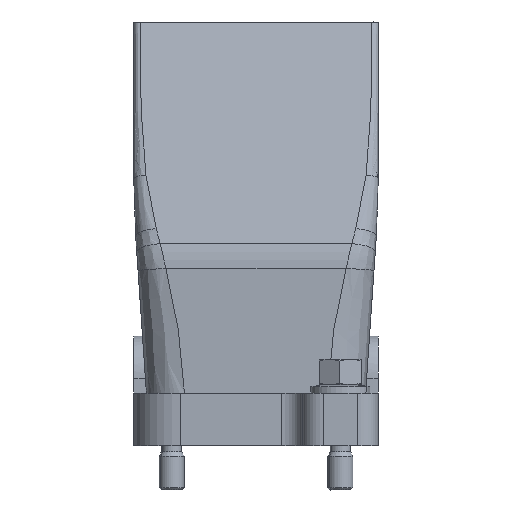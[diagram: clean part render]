
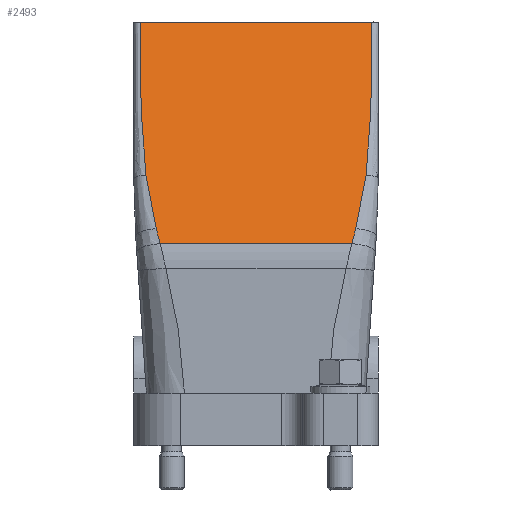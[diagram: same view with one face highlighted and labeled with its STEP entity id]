
A CAD part, front view. The second image highlights one B-rep face of the part: STEP entity #2493.
In plain terms, the highlighted planar face has unit normal (0, -0.956, 0.293).
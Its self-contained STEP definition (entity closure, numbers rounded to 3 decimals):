
#2417=AXIS2_PLACEMENT_3D('Plane Axis2P3D',#2414,#2415,#2416) ;
#2034=CARTESIAN_POINT('Vertex',(52.661,22.964,61.971)) ;
#2038=CARTESIAN_POINT('Control Point',(51.74,21.879,58.435)) ;
#2039=CARTESIAN_POINT('Control Point',(51.827,21.981,58.766)) ;
#2040=CARTESIAN_POINT('Control Point',(51.914,22.082,59.097)) ;
#2041=CARTESIAN_POINT('Control Point',(52.001,22.184,59.429)) ;
#2042=CARTESIAN_POINT('Control Point',(52.186,22.401,60.137)) ;
#2043=CARTESIAN_POINT('Control Point',(52.37,22.618,60.844)) ;
#2044=CARTESIAN_POINT('Control Point',(52.467,22.733,61.22)) ;
#2045=CARTESIAN_POINT('Control Point',(52.564,22.848,61.595)) ;
#2046=CARTESIAN_POINT('Control Point',(52.661,22.964,61.971)) ;
#2047=CARTESIAN_POINT('Vertex',(51.74,21.879,58.435)) ;
#2393=CARTESIAN_POINT('Vertex',(55.101,26.855,74.66)) ;
#2397=CARTESIAN_POINT('Control Point',(52.661,22.964,61.971)) ;
#2398=CARTESIAN_POINT('Control Point',(52.67,22.975,62.008)) ;
#2399=CARTESIAN_POINT('Control Point',(52.68,22.986,62.045)) ;
#2400=CARTESIAN_POINT('Control Point',(52.69,22.998,62.083)) ;
#2401=CARTESIAN_POINT('Control Point',(53.341,23.765,64.585)) ;
#2402=CARTESIAN_POINT('Control Point',(53.924,24.539,67.106)) ;
#2403=CARTESIAN_POINT('Control Point',(54.412,25.305,69.607)) ;
#2404=CARTESIAN_POINT('Control Point',(54.803,26.079,72.128)) ;
#2405=CARTESIAN_POINT('Control Point',(55.101,26.855,74.66)) ;
#2414=CARTESIAN_POINT('Axis2P3D Location',(29.,38.,111.)) ;
#2420=CARTESIAN_POINT('Control Point',(2.899,26.855,74.66)) ;
#2421=CARTESIAN_POINT('Control Point',(2.13,28.89,81.295)) ;
#2422=CARTESIAN_POINT('Control Point',(1.693,30.932,87.955)) ;
#2423=CARTESIAN_POINT('Control Point',(1.536,32.977,94.622)) ;
#2424=CARTESIAN_POINT('Control Point',(1.503,35.184,101.818)) ;
#2425=CARTESIAN_POINT('Control Point',(1.5,37.391,109.014)) ;
#2426=CARTESIAN_POINT('Control Point',(1.5,37.59,109.663)) ;
#2427=CARTESIAN_POINT('Control Point',(1.5,37.799,110.343)) ;
#2428=CARTESIAN_POINT('Control Point',(1.5,38.,111.)) ;
#2429=CARTESIAN_POINT('Vertex',(1.5,38.,111.)) ;
#2431=CARTESIAN_POINT('Vertex',(2.899,26.855,74.66)) ;
#2435=CARTESIAN_POINT('Control Point',(5.339,22.964,61.971)) ;
#2436=CARTESIAN_POINT('Control Point',(5.33,22.975,62.008)) ;
#2437=CARTESIAN_POINT('Control Point',(5.32,22.986,62.045)) ;
#2438=CARTESIAN_POINT('Control Point',(5.31,22.998,62.083)) ;
#2439=CARTESIAN_POINT('Control Point',(4.659,23.765,64.585)) ;
#2440=CARTESIAN_POINT('Control Point',(4.076,24.539,67.106)) ;
#2441=CARTESIAN_POINT('Control Point',(3.588,25.305,69.607)) ;
#2442=CARTESIAN_POINT('Control Point',(3.197,26.079,72.128)) ;
#2443=CARTESIAN_POINT('Control Point',(2.899,26.855,74.66)) ;
#2444=CARTESIAN_POINT('Vertex',(5.339,22.964,61.971)) ;
#2448=CARTESIAN_POINT('Control Point',(6.26,21.879,58.435)) ;
#2449=CARTESIAN_POINT('Control Point',(6.173,21.981,58.766)) ;
#2450=CARTESIAN_POINT('Control Point',(6.086,22.082,59.097)) ;
#2451=CARTESIAN_POINT('Control Point',(5.999,22.184,59.429)) ;
#2452=CARTESIAN_POINT('Control Point',(5.814,22.401,60.137)) ;
#2453=CARTESIAN_POINT('Control Point',(5.63,22.618,60.844)) ;
#2454=CARTESIAN_POINT('Control Point',(5.533,22.733,61.22)) ;
#2455=CARTESIAN_POINT('Control Point',(5.436,22.848,61.595)) ;
#2456=CARTESIAN_POINT('Control Point',(5.339,22.964,61.971)) ;
#2457=CARTESIAN_POINT('Vertex',(6.26,21.879,58.435)) ;
#2460=CARTESIAN_POINT('Line Origine',(29.,21.879,58.435)) ;
#2466=CARTESIAN_POINT('Control Point',(55.101,26.855,74.66)) ;
#2467=CARTESIAN_POINT('Control Point',(55.87,28.89,81.295)) ;
#2468=CARTESIAN_POINT('Control Point',(56.307,30.932,87.955)) ;
#2469=CARTESIAN_POINT('Control Point',(56.464,32.977,94.622)) ;
#2470=CARTESIAN_POINT('Control Point',(56.497,35.184,101.818)) ;
#2471=CARTESIAN_POINT('Control Point',(56.5,37.391,109.014)) ;
#2472=CARTESIAN_POINT('Control Point',(56.5,37.59,109.663)) ;
#2473=CARTESIAN_POINT('Control Point',(56.5,37.799,110.343)) ;
#2474=CARTESIAN_POINT('Control Point',(56.5,38.,111.)) ;
#2475=CARTESIAN_POINT('Vertex',(56.5,38.,111.)) ;
#2478=CARTESIAN_POINT('Line Origine',(29.,38.,111.)) ;
#2415=DIRECTION('Axis2P3D Direction',(0.,0.956,-0.293)) ;
#2416=DIRECTION('Axis2P3D XDirection',(0.,-0.293,-0.956)) ;
#2461=DIRECTION('Vector Direction',(-1.,0.,0.)) ;
#2479=DIRECTION('Vector Direction',(-1.,0.,0.)) ;
#2462=VECTOR('Line Direction',#2461,1.) ;
#2480=VECTOR('Line Direction',#2479,1.) ;
#2484=ORIENTED_EDGE('',*,*,#2433,.T.) ;
#2485=ORIENTED_EDGE('',*,*,#2446,.T.) ;
#2486=ORIENTED_EDGE('',*,*,#2459,.T.) ;
#2487=ORIENTED_EDGE('',*,*,#2464,.F.) ;
#2488=ORIENTED_EDGE('',*,*,#2049,.F.) ;
#2489=ORIENTED_EDGE('',*,*,#2406,.F.) ;
#2490=ORIENTED_EDGE('',*,*,#2477,.F.) ;
#2491=ORIENTED_EDGE('',*,*,#2482,.T.) ;
#2493=ADVANCED_FACE('Hood',(#2492),#2418,.F.) ;
#2037=B_SPLINE_CURVE_WITH_KNOTS('',5,(#2038,#2039,#2040,#2041,#2042,#2043,#2044,#2045,#2046),.UNSPECIFIED.,.F.,.U.,(6,3,6),(88.453,91.535,95.02),.UNSPECIFIED.) ;
#2396=B_SPLINE_CURVE_WITH_KNOTS('',5,(#2397,#2398,#2399,#2400,#2401,#2402,#2403,#2404,#2405),.UNSPECIFIED.,.F.,.U.,(6,3,6),(94.522,94.873,118.129),.UNSPECIFIED.) ;
#2419=B_SPLINE_CURVE_WITH_KNOTS('',5,(#2420,#2421,#2422,#2423,#2424,#2425,#2426,#2427,#2428),.UNSPECIFIED.,.F.,.U.,(6,3,6),(118.983,179.342,184.16),.UNSPECIFIED.) ;
#2434=B_SPLINE_CURVE_WITH_KNOTS('',5,(#2435,#2436,#2437,#2438,#2439,#2440,#2441,#2442,#2443),.UNSPECIFIED.,.F.,.U.,(6,3,6),(94.522,94.873,118.129),.UNSPECIFIED.) ;
#2447=B_SPLINE_CURVE_WITH_KNOTS('',5,(#2448,#2449,#2450,#2451,#2452,#2453,#2454,#2455,#2456),.UNSPECIFIED.,.F.,.U.,(6,3,6),(88.453,91.535,95.02),.UNSPECIFIED.) ;
#2465=B_SPLINE_CURVE_WITH_KNOTS('',5,(#2466,#2467,#2468,#2469,#2470,#2471,#2472,#2473,#2474),.UNSPECIFIED.,.F.,.U.,(6,3,6),(118.983,179.342,184.159),.UNSPECIFIED.) ;
#2049=EDGE_CURVE('',#2035,#2048,#2037,.F.) ;
#2406=EDGE_CURVE('',#2394,#2035,#2396,.F.) ;
#2433=EDGE_CURVE('',#2430,#2432,#2419,.F.) ;
#2446=EDGE_CURVE('',#2432,#2445,#2434,.F.) ;
#2459=EDGE_CURVE('',#2445,#2458,#2447,.F.) ;
#2464=EDGE_CURVE('',#2048,#2458,#2463,.T.) ;
#2477=EDGE_CURVE('',#2476,#2394,#2465,.F.) ;
#2482=EDGE_CURVE('',#2476,#2430,#2481,.T.) ;
#2483=EDGE_LOOP('',(#2484,#2485,#2486,#2487,#2488,#2489,#2490,#2491)) ;
#2492=FACE_OUTER_BOUND('',#2483,.T.) ;
#2463=LINE('Line',#2460,#2462) ;
#2481=LINE('Line',#2478,#2480) ;
#2418=PLANE('',#2417) ;
#2035=VERTEX_POINT('',#2034) ;
#2048=VERTEX_POINT('',#2047) ;
#2394=VERTEX_POINT('',#2393) ;
#2430=VERTEX_POINT('',#2429) ;
#2432=VERTEX_POINT('',#2431) ;
#2445=VERTEX_POINT('',#2444) ;
#2458=VERTEX_POINT('',#2457) ;
#2476=VERTEX_POINT('',#2475) ;
